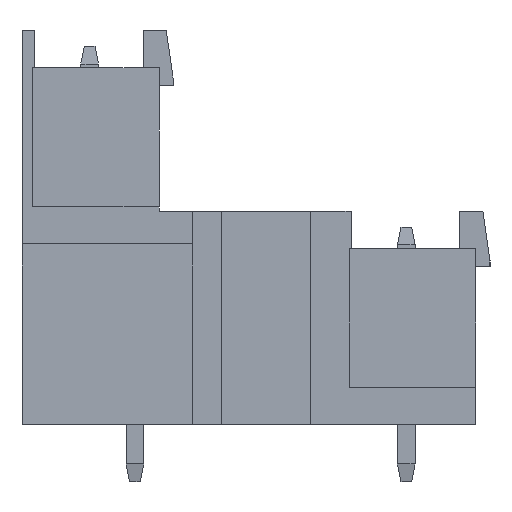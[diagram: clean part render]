
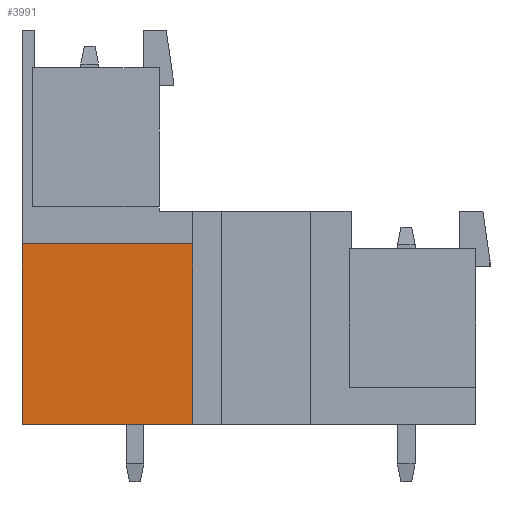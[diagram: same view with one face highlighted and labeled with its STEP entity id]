
A CAD part, left-side view. The second image highlights one B-rep face of the part: STEP entity #3991.
In plain terms, the highlighted planar face has unit normal (-1, 0, 0).
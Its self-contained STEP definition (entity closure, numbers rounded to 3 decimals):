
#3978=AXIS2_PLACEMENT_3D('Plane Axis2P3D',#3975,#3976,#3977) ;
#2715=CARTESIAN_POINT('Vertex',(2.,26.28,3.2)) ;
#2718=CARTESIAN_POINT('Line Origine',(2.,26.28,8.28)) ;
#2722=CARTESIAN_POINT('Vertex',(2.,26.28,13.36)) ;
#2831=CARTESIAN_POINT('Vertex',(2.,16.7,3.2)) ;
#2834=CARTESIAN_POINT('Line Origine',(2.,21.49,3.2)) ;
#3958=CARTESIAN_POINT('Vertex',(2.,16.7,13.36)) ;
#3961=CARTESIAN_POINT('Line Origine',(2.,16.7,8.28)) ;
#3975=CARTESIAN_POINT('Axis2P3D Location',(2.,0.,13.36)) ;
#3980=CARTESIAN_POINT('Line Origine',(2.,21.49,13.36)) ;
#2719=DIRECTION('Vector Direction',(0.,0.,-1.)) ;
#2835=DIRECTION('Vector Direction',(0.,1.,0.)) ;
#3962=DIRECTION('Vector Direction',(0.,0.,1.)) ;
#3976=DIRECTION('Axis2P3D Direction',(1.,-0.,0.)) ;
#3977=DIRECTION('Axis2P3D XDirection',(0.,0.,-1.)) ;
#3981=DIRECTION('Vector Direction',(0.,1.,0.)) ;
#2720=VECTOR('Line Direction',#2719,1.) ;
#2836=VECTOR('Line Direction',#2835,1.) ;
#3963=VECTOR('Line Direction',#3962,1.) ;
#3982=VECTOR('Line Direction',#3981,1.) ;
#3986=ORIENTED_EDGE('',*,*,#3965,.T.) ;
#3987=ORIENTED_EDGE('',*,*,#3984,.T.) ;
#3988=ORIENTED_EDGE('',*,*,#2724,.T.) ;
#3989=ORIENTED_EDGE('',*,*,#2838,.F.) ;
#3991=ADVANCED_FACE('Housing',(#3990),#3979,.F.) ;
#2724=EDGE_CURVE('',#2723,#2716,#2721,.T.) ;
#2838=EDGE_CURVE('',#2832,#2716,#2837,.T.) ;
#3965=EDGE_CURVE('',#2832,#3959,#3964,.T.) ;
#3984=EDGE_CURVE('',#3959,#2723,#3983,.T.) ;
#3985=EDGE_LOOP('',(#3986,#3987,#3988,#3989)) ;
#3990=FACE_OUTER_BOUND('',#3985,.T.) ;
#2721=LINE('Line',#2718,#2720) ;
#2837=LINE('Line',#2834,#2836) ;
#3964=LINE('Line',#3961,#3963) ;
#3983=LINE('Line',#3980,#3982) ;
#3979=PLANE('',#3978) ;
#2716=VERTEX_POINT('',#2715) ;
#2723=VERTEX_POINT('',#2722) ;
#2832=VERTEX_POINT('',#2831) ;
#3959=VERTEX_POINT('',#3958) ;
